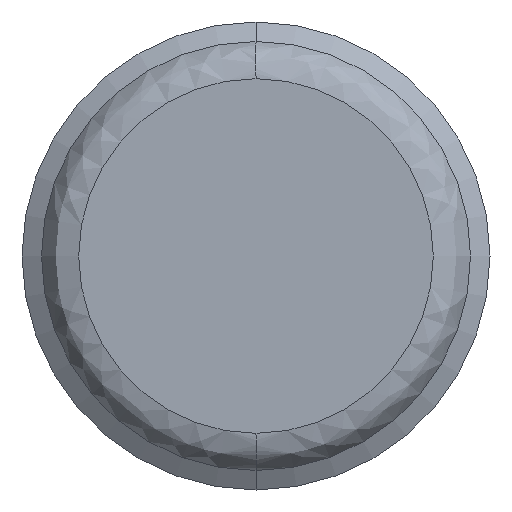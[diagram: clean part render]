
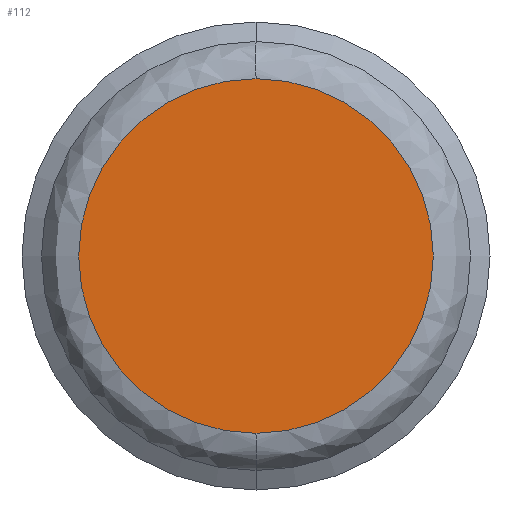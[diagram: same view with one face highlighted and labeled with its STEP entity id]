
A CAD part, left-side view. The second image highlights one B-rep face of the part: STEP entity #112.
In plain terms, the highlighted planar face has unit normal (-1, 0, 0).
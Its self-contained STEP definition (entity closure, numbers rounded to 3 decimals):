
#112=ADVANCED_FACE('',(#153),#152,.T.);
#152=PLANE('',#560);
#153=FACE_OUTER_BOUND('',#561,.T.);
#557=CARTESIAN_POINT('',(-28.,-9.449,-10.456));
#558=DIRECTION('',(-1.,0.,0.));
#559=DIRECTION('',(0.,0.,1.));
#560=AXIS2_PLACEMENT_3D('',#557,#558,#559);
#561=EDGE_LOOP('',(#906,#907));
#906=ORIENTED_EDGE('',*,*,#1074,.T.);
#907=ORIENTED_EDGE('',*,*,#1075,.T.);
#1074=EDGE_CURVE('',#1158,#1159,#1160,.T.);
#1075=EDGE_CURVE('',#1159,#1158,#1166,.T.);
#1158=VERTEX_POINT('',#1713);
#1159=VERTEX_POINT('',#1714);
#1160=CIRCLE('',#1718,4.546);
#1166=CIRCLE('',#1722,4.546);
#1713=CARTESIAN_POINT('',(-28.,0.,4.546));
#1714=CARTESIAN_POINT('',(-28.,0.,-4.546));
#1715=CARTESIAN_POINT('',(-28.,0.,0.));
#1716=DIRECTION('',(-1.,0.,0.));
#1717=DIRECTION('',(0.,0.,1.));
#1718=AXIS2_PLACEMENT_3D('',#1715,#1716,#1717);
#1719=CARTESIAN_POINT('',(-28.,0.,0.));
#1720=DIRECTION('',(-1.,0.,0.));
#1721=DIRECTION('',(0.,0.,1.));
#1722=AXIS2_PLACEMENT_3D('',#1719,#1720,#1721);
